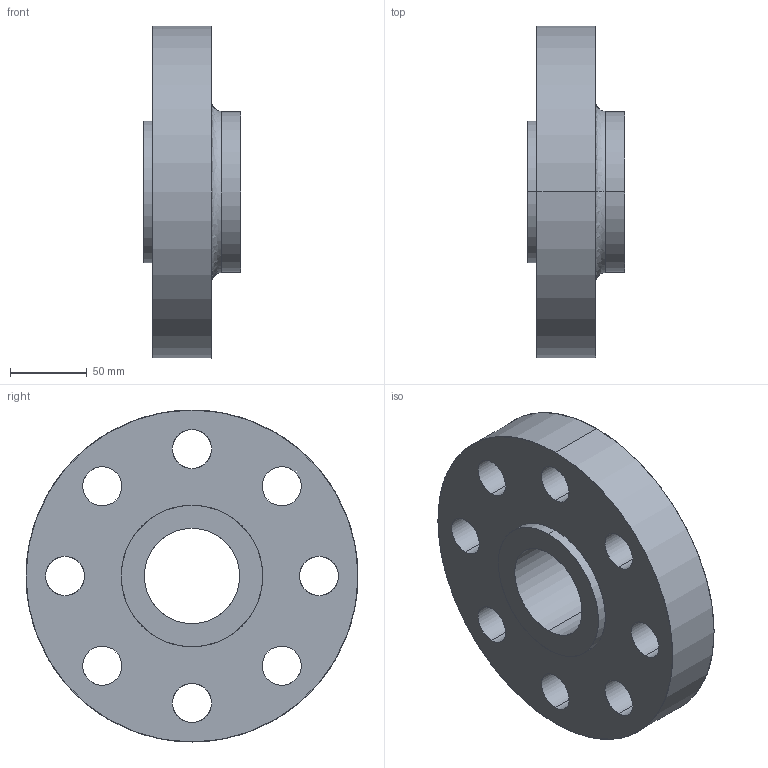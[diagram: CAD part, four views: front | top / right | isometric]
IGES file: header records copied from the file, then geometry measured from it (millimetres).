
Start section: SolidWorks IGES file using analytic representation for surfaces
Global section: file name: 2_1500_B165_RF_SOF.IGS; native system: SolidWorks 2023; preprocessor: SolidWorks 2023; author: Ken_Snader; date: 240111.211845; units: inch
Bounding box: 63.5 x 215.9 x 215.9 mm (x, y, z)
Surface area: 128833.9 mm2 (no closed solid volume)
Topology: 0 solids, 0 shells, 30 faces, 1128 edges, 1128 vertices
Faces by surface type: revolution 24, bspline 6
